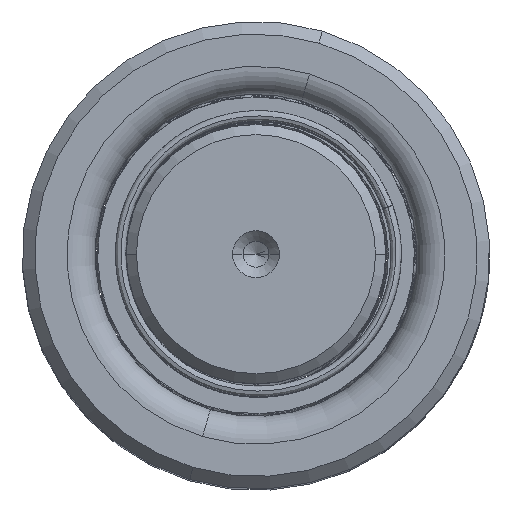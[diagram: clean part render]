
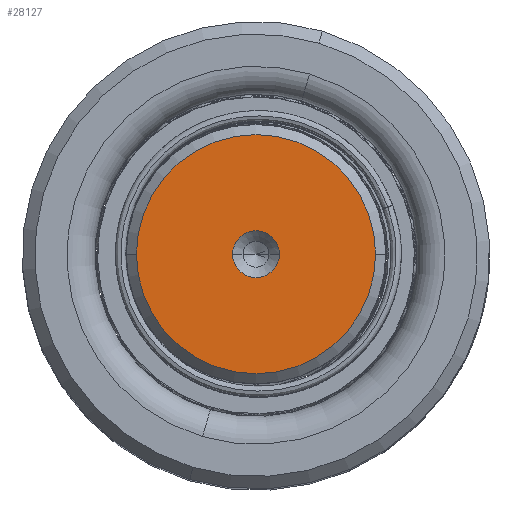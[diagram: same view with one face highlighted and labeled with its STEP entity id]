
A CAD part, top view. The second image highlights one B-rep face of the part: STEP entity #28127.
In plain terms, the highlighted planar face has unit normal (0, 0, 1).
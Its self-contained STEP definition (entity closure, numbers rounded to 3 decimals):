
#290 = AXIS2_PLACEMENT_3D ( 'NONE', #48964, #23394, #40279 ) ;
#1703 = CARTESIAN_POINT ( 'NONE',  ( -11.509, 0., 140. ) ) ;
#2685 = CARTESIAN_POINT ( 'NONE',  ( 0., 0., 140. ) ) ;
#10522 = CARTESIAN_POINT ( 'NONE',  ( 0., 0., 140. ) ) ;
#11067 = ORIENTED_EDGE ( 'NONE', *, *, #27882, .F. ) ;
#13080 = EDGE_LOOP ( 'NONE', ( #11067, #54584 ) ) ;
#13219 = CIRCLE ( 'NONE', #31582, 11.509 ) ;
#14143 = DIRECTION ( 'NONE',  ( 1., 0., 0. ) ) ;
#15122 = ORIENTED_EDGE ( 'NONE', *, *, #24096, .T. ) ;
#15187 = VERTEX_POINT ( 'NONE', #41106 ) ;
#17171 = EDGE_CURVE ( 'NONE', #19046, #54453, #21370, .T. ) ;
#19046 = VERTEX_POINT ( 'NONE', #32371 ) ;
#19933 = DIRECTION ( 'NONE',  ( 1., 0., 0. ) ) ;
#21370 = CIRCLE ( 'NONE', #26066, 11.509 ) ;
#22870 = CARTESIAN_POINT ( 'NONE',  ( 0., 0., 140. ) ) ;
#23394 = DIRECTION ( 'NONE',  ( 0., 0., 1. ) ) ;
#24096 = EDGE_CURVE ( 'NONE', #54453, #19046, #13219, .T. ) ;
#26066 = AXIS2_PLACEMENT_3D ( 'NONE', #10522, #44281, #48730 ) ;
#27513 = DIRECTION ( 'NONE',  ( 0., 0., 1. ) ) ;
#27882 = EDGE_CURVE ( 'NONE', #15187, #33698, #37674, .T. ) ;
#28127 = ADVANCED_FACE ( 'NONE', ( #40824, #43631 ), #45713, .T. ) ;
#31518 = CARTESIAN_POINT ( 'NONE',  ( 0., 0., 140. ) ) ;
#31582 = AXIS2_PLACEMENT_3D ( 'NONE', #22870, #27513, #14143 ) ;
#32371 = CARTESIAN_POINT ( 'NONE',  ( 11.509, 0., 140. ) ) ;
#32769 = DIRECTION ( 'NONE',  ( 0., 0., 1. ) ) ;
#33698 = VERTEX_POINT ( 'NONE', #50449 ) ;
#33847 = ORIENTED_EDGE ( 'NONE', *, *, #17171, .T. ) ;
#37420 = CIRCLE ( 'NONE', #47865, 2.25 ) ;
#37622 = AXIS2_PLACEMENT_3D ( 'NONE', #2685, #32769, #19933 ) ;
#37674 = CIRCLE ( 'NONE', #290, 2.25 ) ;
#39654 = DIRECTION ( 'NONE',  ( 1., 0., 0. ) ) ;
#40279 = DIRECTION ( 'NONE',  ( 1., 0., 0. ) ) ;
#40824 = FACE_BOUND ( 'NONE', #13080, .T. ) ;
#41106 = CARTESIAN_POINT ( 'NONE',  ( 2.25, 0., 140. ) ) ;
#43631 = FACE_OUTER_BOUND ( 'NONE', #47316, .T. ) ;
#44281 = DIRECTION ( 'NONE',  ( 0., 0., 1. ) ) ;
#45713 = PLANE ( 'NONE',  #37622 ) ;
#47316 = EDGE_LOOP ( 'NONE', ( #15122, #33847 ) ) ;
#47865 = AXIS2_PLACEMENT_3D ( 'NONE', #31518, #52453, #39654 ) ;
#48730 = DIRECTION ( 'NONE',  ( 1., 0., 0. ) ) ;
#48964 = CARTESIAN_POINT ( 'NONE',  ( 0., 0., 140. ) ) ;
#50449 = CARTESIAN_POINT ( 'NONE',  ( -2.25, 0., 140. ) ) ;
#52453 = DIRECTION ( 'NONE',  ( 0., 0., 1. ) ) ;
#53750 = EDGE_CURVE ( 'NONE', #33698, #15187, #37420, .T. ) ;
#54453 = VERTEX_POINT ( 'NONE', #1703 ) ;
#54584 = ORIENTED_EDGE ( 'NONE', *, *, #53750, .F. ) ;
